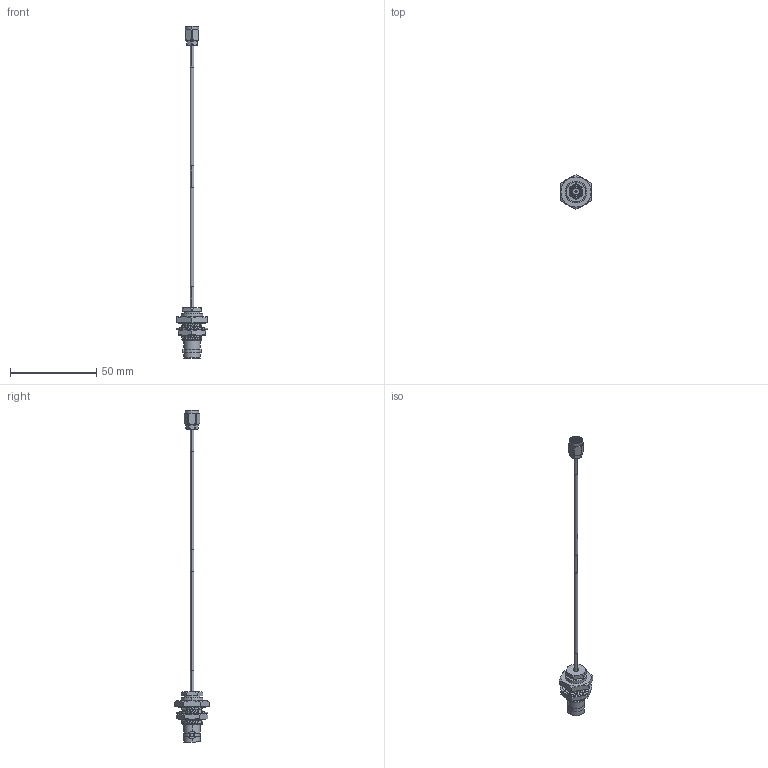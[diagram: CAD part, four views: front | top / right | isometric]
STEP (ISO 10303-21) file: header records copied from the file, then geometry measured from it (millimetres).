
FILE_DESCRIPTION (( 'STEP AP214' ), '1' );
FILE_NAME ('LCCA30533.step', '2020-06-19T12:56:11', ( '' ), ( '' ), 'SwSTEP 2.0', 'SolidWorks 2018', '' );
FILE_SCHEMA (( 'AUTOMOTIVE_DESIGN' ));
Length unit declared in the file: inch
Products named in the file (5): LCCN3066; LCCN3042; LCCA30533; 1AW01-002_.08 ID; LC085TB (085 FORMABLE)
Assembly tree (6 placements, depth 2):
  LCCA30533
    LC085TB (085 FORMABLE)
    1AW01-002_.08 ID  x3
    LCCN3042
    LCCN3066
Bounding box: 18.34 x 20.16 x 192.15 mm (x, y, z)
Volume: 4280.4 mm3; surface area: 5399.5 mm2
Topology: 9 solids, 9 shells, 397 faces, 1049 edges, 689 vertices
Faces by surface type: cylinder 133, plane 98, bspline 84, cone 74, torus 8
Entity records: 29051 total; most frequent: CARTESIAN_POINT 20135, ORIENTED_EDGE 2050, DIRECTION 1502, EDGE_CURVE 1025, VERTEX_POINT 673, AXIS2_PLACEMENT_3D 589, EDGE_LOOP 412, ADVANCED_FACE 385
